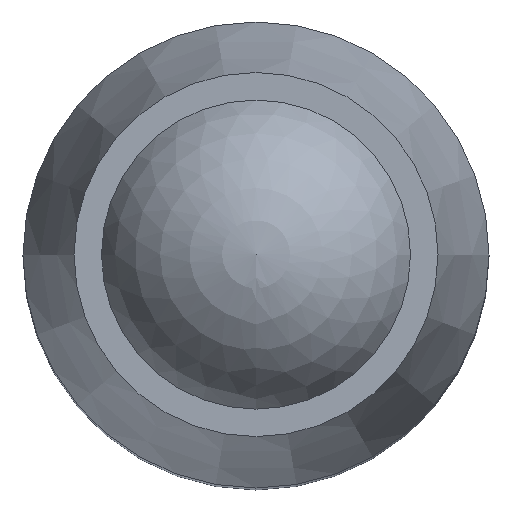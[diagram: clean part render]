
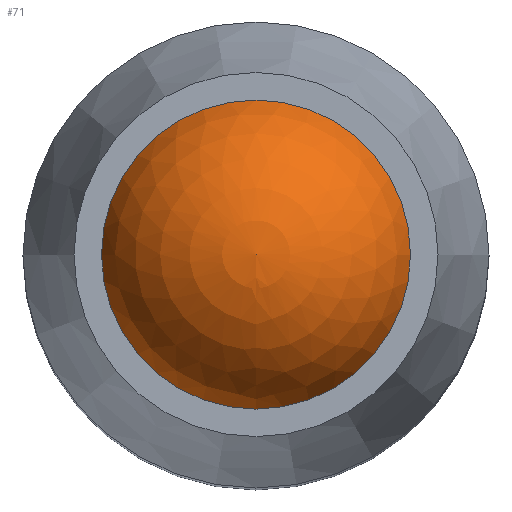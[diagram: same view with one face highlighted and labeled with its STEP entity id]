
A CAD part, top view. The second image highlights one B-rep face of the part: STEP entity #71.
In plain terms, the highlighted spherical face has radius 2.778 mm.
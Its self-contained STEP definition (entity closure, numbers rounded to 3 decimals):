
#71 = ADVANCED_FACE( '', ( #145, #146 ), #147, .T. );
#145 = FACE_BOUND( '', #216, .T. );
#146 = FACE_OUTER_BOUND( '', #217, .T. );
#147 = SPHERICAL_SURFACE( '', #218, 2.778 );
#216 = VERTEX_LOOP( '', #342 );
#217 = EDGE_LOOP( '', ( #343 ) );
#218 = AXIS2_PLACEMENT_3D( '', #344, #345, #346 );
#342 = VERTEX_POINT( '', #430 );
#343 = ORIENTED_EDGE( '', *, *, #414, .T. );
#344 = CARTESIAN_POINT( '', ( 0., 0., 23.425 ) );
#345 = DIRECTION( '', ( 0., 0., 1. ) );
#346 = DIRECTION( '', ( 0., -1., 0. ) );
#414 = EDGE_CURVE( '', #487, #487, #488, .T. );
#430 = CARTESIAN_POINT( '', ( 0., 0., 26.203 ) );
#487 = VERTEX_POINT( '', #578 );
#488 = CIRCLE( '', #579, 2.653 );
#578 = CARTESIAN_POINT( '', ( 2.653, 0., 24.25 ) );
#579 = AXIS2_PLACEMENT_3D( '', #659, #660, #661 );
#659 = CARTESIAN_POINT( '', ( 0., 0., 24.25 ) );
#660 = DIRECTION( '', ( 0., 0., 1. ) );
#661 = DIRECTION( '', ( 1., 0., 0. ) );
